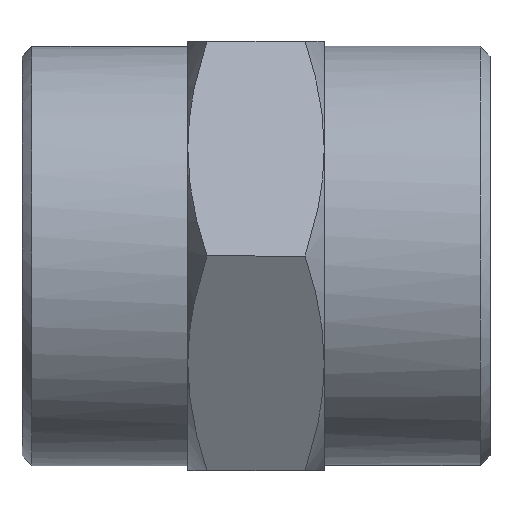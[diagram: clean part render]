
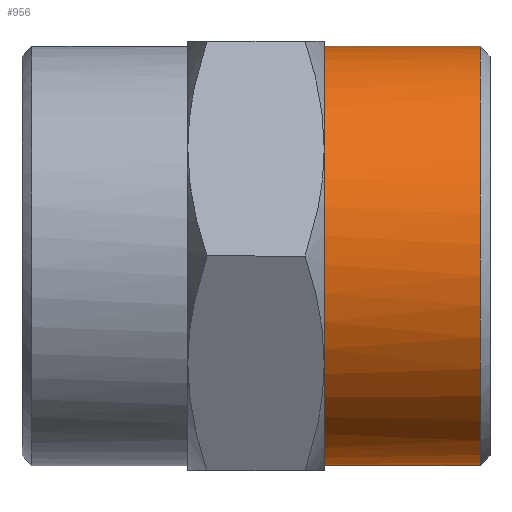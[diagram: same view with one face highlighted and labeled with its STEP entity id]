
A CAD part, left-side view. The second image highlights one B-rep face of the part: STEP entity #956.
In plain terms, the highlighted free-form (B-spline) face has degree [1, 3] with [2, 4] control points.
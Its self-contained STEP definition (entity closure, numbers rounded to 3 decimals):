
#11 = CARTESIAN_POINT ( 'NONE',  ( -10.406, 8.5, -2.79 ) ) ;
#42 = CARTESIAN_POINT ( 'NONE',  ( -21.5, 8.5, -10.75 ) ) ;
#50 = CARTESIAN_POINT ( 'NONE',  ( -21.5, 0.5, -10.75 ) ) ;
#147 = B_SPLINE_CURVE_WITH_KNOTS ( 'NONE', 1,
 ( #934, #1887 ),
 .UNSPECIFIED., .F., .F.,
 ( 2, 2 ),
 ( -1., 0. ),
 .UNSPECIFIED. ) ;
#162 = CARTESIAN_POINT ( 'NONE',  ( -7.102, 8.5, -8.101 ) ) ;
#173 = CARTESIAN_POINT ( 'NONE',  ( -10.202, 8.5, 3.462 ) ) ;
#184 = CARTESIAN_POINT ( 'NONE',  ( -9.33, 8.5, -5.385 ) ) ;
#197 = EDGE_LOOP ( 'NONE', ( #1365, #782, #1210, #1964 ) ) ;
#310 = CARTESIAN_POINT ( 'NONE',  ( 0., 8.5, 10.75 ) ) ;
#317 = CARTESIAN_POINT ( 'NONE',  ( -21.5, 0.5, 10.75 ) ) ;
#335 = CARTESIAN_POINT ( 'NONE',  ( -10.681, 8.5, 1.405 ) ) ;
#343 = CARTESIAN_POINT ( 'NONE',  ( -10.202, 8.5, -3.462 ) ) ;
#418 = VERTEX_POINT ( 'NONE', #1511 ) ;
#427 =( BOUNDED_SURFACE ( )  B_SPLINE_SURFACE ( 1, 3, ( 
 ( #517, #1581, #42, #1120 ),
 ( #662, #955, #50, #1734 ) ),
 .UNSPECIFIED., .F., .F., .T. ) 
 B_SPLINE_SURFACE_WITH_KNOTS ( ( 2, 2 ),
 ( 4, 4 ),
 ( 0., 1. ),
 ( 0., 1. ),
 .UNSPECIFIED. ) 
 GEOMETRIC_REPRESENTATION_ITEM ( )  RATIONAL_B_SPLINE_SURFACE ( (
 ( 1., 0.333, 0.333, 1.),
 ( 1., 0.333, 0.333, 1.) ) ) 
 REPRESENTATION_ITEM ( '' )  SURFACE ( )  );
#449 = B_SPLINE_CURVE_WITH_KNOTS ( 'NONE', 3,
 ( #1066, #1854, #1862, #619, #1724, #1411, #937, #1714, #162, #1704, #1081, #184, #923, #343, #11, #1406, #929, #1247, #335, #767, #173, #1238, #1565, #491, #1555, #942, #639, #646, #1718, #1884, #807, #1445, #516, #1911 ),
 .UNSPECIFIED., .F., .F.,
 ( 4, 2, 2, 2, 2, 2, 2, 2, 2, 2, 2, 2, 2, 2, 2, 2, 4 ),
 ( 0., 0.196, 0.393, 0.589, 0.785, 0.982, 1.178, 1.374, 1.571, 1.767, 1.963, 2.16, 2.356, 2.553, 2.749, 2.945, 3.142 ),
 .UNSPECIFIED. ) ;
#473 = EDGE_CURVE ( 'NONE', #1772, #418, #1185, .T. ) ;
#491 = CARTESIAN_POINT ( 'NONE',  ( -8.546, 8.5, 6.559 ) ) ;
#516 = CARTESIAN_POINT ( 'NONE',  ( -0.706, 8.5, 10.75 ) ) ;
#517 = CARTESIAN_POINT ( 'NONE',  ( 0., 8.5, 10.75 ) ) ;
#619 = CARTESIAN_POINT ( 'NONE',  ( -2.79, 8.5, -10.406 ) ) ;
#639 = CARTESIAN_POINT ( 'NONE',  ( -6.559, 8.5, 8.546 ) ) ;
#646 = CARTESIAN_POINT ( 'NONE',  ( -5.385, 8.5, 9.33 ) ) ;
#662 = CARTESIAN_POINT ( 'NONE',  ( 0., 0.5, 10.75 ) ) ;
#767 = CARTESIAN_POINT ( 'NONE',  ( -10.406, 8.5, 2.79 ) ) ;
#782 = ORIENTED_EDGE ( 'NONE', *, *, #1563, .T. ) ;
#807 = CARTESIAN_POINT ( 'NONE',  ( -2.79, 8.5, 10.406 ) ) ;
#920 = VERTEX_POINT ( 'NONE', #1557 ) ;
#923 = CARTESIAN_POINT ( 'NONE',  ( -9.662, 8.5, -4.766 ) ) ;
#929 = CARTESIAN_POINT ( 'NONE',  ( -10.75, 8.5, -0.706 ) ) ;
#934 = CARTESIAN_POINT ( 'NONE',  ( 0., 0.5, 10.75 ) ) ;
#937 = CARTESIAN_POINT ( 'NONE',  ( -5.385, 8.5, -9.33 ) ) ;
#942 = CARTESIAN_POINT ( 'NONE',  ( -7.102, 8.5, 8.101 ) ) ;
#955 = CARTESIAN_POINT ( 'NONE',  ( -21.5, 0.5, 10.75 ) ) ;
#956 = ADVANCED_FACE ( 'NONE', ( #1268 ), #427, .F. ) ;
#1039 = CARTESIAN_POINT ( 'NONE',  ( 0., 8.5, -10.75 ) ) ;
#1066 = CARTESIAN_POINT ( 'NONE',  ( 0., 8.5, -10.75 ) ) ;
#1081 = CARTESIAN_POINT ( 'NONE',  ( -8.546, 8.5, -6.559 ) ) ;
#1120 = CARTESIAN_POINT ( 'NONE',  ( 0., 8.5, -10.75 ) ) ;
#1125 = B_SPLINE_CURVE_WITH_KNOTS ( 'NONE', 1,
 ( #1039, #1822 ),
 .UNSPECIFIED., .F., .F.,
 ( 2, 2 ),
 ( -1., 0. ),
 .UNSPECIFIED. ) ;
#1158 = EDGE_CURVE ( 'NONE', #920, #1579, #449, .T. ) ;
#1185 =( BOUNDED_CURVE ( )  B_SPLINE_CURVE ( 3, ( #1392, #1833, #317, #1710 ),
 .UNSPECIFIED., .F., .T. ) 
 B_SPLINE_CURVE_WITH_KNOTS ( ( 4, 4 ),
 ( -3.142, 0. ),
 .UNSPECIFIED. ) 
 CURVE ( )  GEOMETRIC_REPRESENTATION_ITEM ( )  RATIONAL_B_SPLINE_CURVE ( ( 1., 0.333, 0.333, 1. ) ) 
 REPRESENTATION_ITEM ( '' )  );
#1210 = ORIENTED_EDGE ( 'NONE', *, *, #473, .T. ) ;
#1238 = CARTESIAN_POINT ( 'NONE',  ( -9.662, 8.5, 4.766 ) ) ;
#1247 = CARTESIAN_POINT ( 'NONE',  ( -10.75, 8.5, 0.706 ) ) ;
#1268 = FACE_OUTER_BOUND ( 'NONE', #197, .T. ) ;
#1365 = ORIENTED_EDGE ( 'NONE', *, *, #1158, .F. ) ;
#1392 = CARTESIAN_POINT ( 'NONE',  ( 0., 0.5, -10.75 ) ) ;
#1406 = CARTESIAN_POINT ( 'NONE',  ( -10.681, 8.5, -1.405 ) ) ;
#1411 = CARTESIAN_POINT ( 'NONE',  ( -4.766, 8.5, -9.662 ) ) ;
#1445 = CARTESIAN_POINT ( 'NONE',  ( -1.405, 8.5, 10.681 ) ) ;
#1447 = EDGE_CURVE ( 'NONE', #418, #1579, #147, .T. ) ;
#1511 = CARTESIAN_POINT ( 'NONE',  ( 0., 0.5, 10.75 ) ) ;
#1555 = CARTESIAN_POINT ( 'NONE',  ( -8.101, 8.5, 7.102 ) ) ;
#1557 = CARTESIAN_POINT ( 'NONE',  ( 0., 8.5, -10.75 ) ) ;
#1563 = EDGE_CURVE ( 'NONE', #920, #1772, #1125, .T. ) ;
#1565 = CARTESIAN_POINT ( 'NONE',  ( -9.33, 8.5, 5.385 ) ) ;
#1579 = VERTEX_POINT ( 'NONE', #310 ) ;
#1581 = CARTESIAN_POINT ( 'NONE',  ( -21.5, 8.5, 10.75 ) ) ;
#1704 = CARTESIAN_POINT ( 'NONE',  ( -8.101, 8.5, -7.102 ) ) ;
#1710 = CARTESIAN_POINT ( 'NONE',  ( 0., 0.5, 10.75 ) ) ;
#1714 = CARTESIAN_POINT ( 'NONE',  ( -6.559, 8.5, -8.546 ) ) ;
#1718 = CARTESIAN_POINT ( 'NONE',  ( -4.766, 8.5, 9.662 ) ) ;
#1724 = CARTESIAN_POINT ( 'NONE',  ( -3.462, 8.5, -10.202 ) ) ;
#1734 = CARTESIAN_POINT ( 'NONE',  ( 0., 0.5, -10.75 ) ) ;
#1772 = VERTEX_POINT ( 'NONE', #1947 ) ;
#1822 = CARTESIAN_POINT ( 'NONE',  ( 0., 0.5, -10.75 ) ) ;
#1833 = CARTESIAN_POINT ( 'NONE',  ( -21.5, 0.5, -10.75 ) ) ;
#1854 = CARTESIAN_POINT ( 'NONE',  ( -0.706, 8.5, -10.75 ) ) ;
#1862 = CARTESIAN_POINT ( 'NONE',  ( -1.405, 8.5, -10.681 ) ) ;
#1884 = CARTESIAN_POINT ( 'NONE',  ( -3.462, 8.5, 10.202 ) ) ;
#1887 = CARTESIAN_POINT ( 'NONE',  ( 0., 8.5, 10.75 ) ) ;
#1911 = CARTESIAN_POINT ( 'NONE',  ( 0., 8.5, 10.75 ) ) ;
#1947 = CARTESIAN_POINT ( 'NONE',  ( 0., 0.5, -10.75 ) ) ;
#1964 = ORIENTED_EDGE ( 'NONE', *, *, #1447, .T. ) ;
